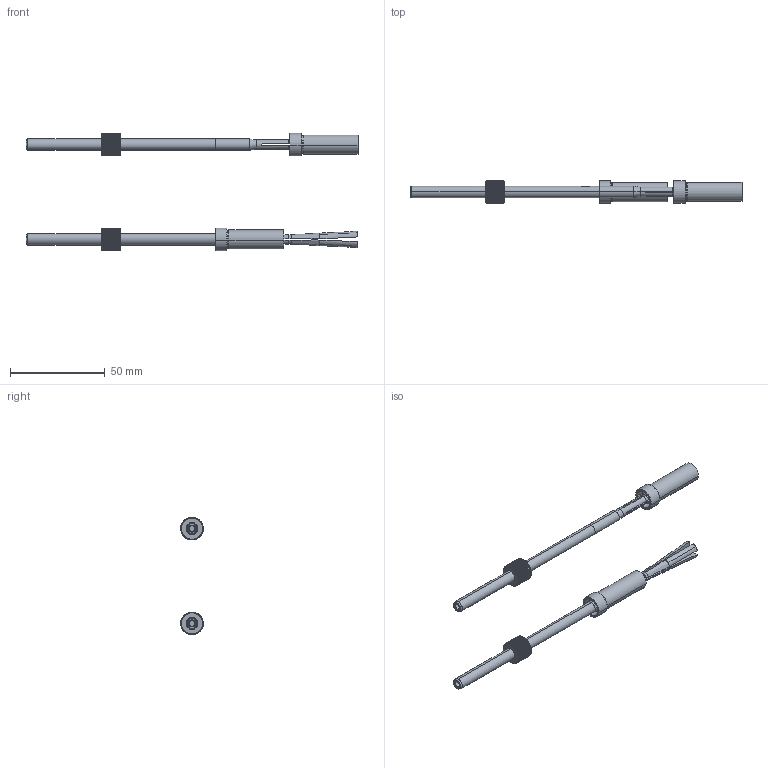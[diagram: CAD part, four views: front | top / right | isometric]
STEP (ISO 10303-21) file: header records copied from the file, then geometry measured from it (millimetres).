
FILE_DESCRIPTION (( 'STEP AP214' ), '1' );
FILE_NAME ('EE060175-WEB.STEP', '2019-07-15T14:27:43', ( '' ), ( '' ), 'SwSTEP 2.0', 'SolidWorks 2018', '' );
FILE_SCHEMA (( 'AUTOMOTIVE_DESIGN' ));
Length unit declared in the file: millimetre
Products named in the file (12): 3JT5.5X1.5X8.5; 9CP061012; 8EE060075_Cerrada; 8EE060075_Abierta; 8TP061012; 9EE060175_Sub-conjt. Abierto; EE060175_Conjt. Cerrado ; 9EP060100_9EP06100; EE060175-WEB; EE060175_Conjt. Abierto; 9TP061012; 9EE060175_Sub-conjt. Cerrado
Assembly tree (14 placements, depth 4):
  EE060175-WEB
    EE060175_Conjt. Abierto
      9EE060175_Sub-conjt. Abierto
        8EE060075_Abierta
        9EP060100_9EP06100
      9CP061012
      9TP061012
        8TP061012
        3JT5.5X1.5X8.5
    EE060175_Conjt. Cerrado 
      9EE060175_Sub-conjt. Cerrado
        8EE060075_Cerrada
        9EP060100_9EP06100
      9CP061012
      9TP061012
        8TP061012
        3JT5.5X1.5X8.5
Bounding box: 175.1 x 11.97 x 61.97 mm (x, y, z)
Volume: 12587.4 mm3; surface area: 17262.1 mm2
Topology: 10 solids, 10 shells, 2106 faces, 5514 edges, 3526 vertices
Faces by surface type: bspline 768, plane 710, cylinder 348, cone 216, torus 64
Entity records: 57594 total; most frequent: CARTESIAN_POINT 25710, ORIENTED_EDGE 5918, DIRECTION 3327, EDGE_CURVE 2959, VERTEX_POINT 1887, B_SPLINE_CURVE_WITH_KNOTS 1698, AXIS2_PLACEMENT_3D 1297, EDGE_LOOP 1194
